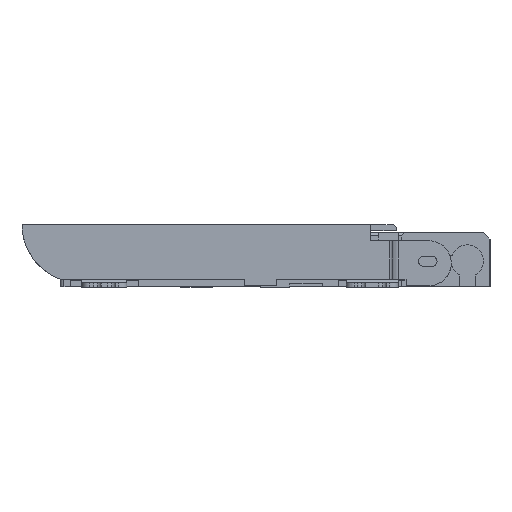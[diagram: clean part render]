
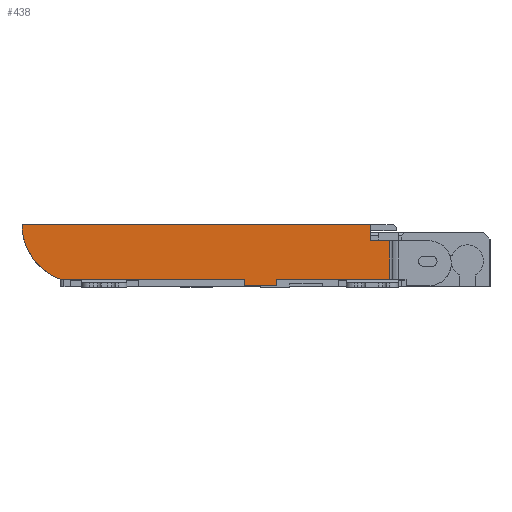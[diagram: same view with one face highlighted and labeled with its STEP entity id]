
A CAD part, left-side view. The second image highlights one B-rep face of the part: STEP entity #438.
In plain terms, the highlighted planar face has unit normal (-1, 0, 0).
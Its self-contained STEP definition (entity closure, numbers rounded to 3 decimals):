
#319 = VERTEX_POINT ( 'NONE', #9577 ) ;
#438 = ADVANCED_FACE ( 'NONE', ( #20650 ), #24394, .F. ) ;
#466 = ORIENTED_EDGE ( 'NONE', *, *, #5171, .F. ) ;
#710 = CARTESIAN_POINT ( 'NONE',  ( -6.8, 6.6, 0.03 ) ) ;
#1325 = VERTEX_POINT ( 'NONE', #6105 ) ;
#1567 = CARTESIAN_POINT ( 'NONE',  ( -6.8, 12.696, 1.93 ) ) ;
#1650 = DIRECTION ( 'NONE',  ( 0., 0., 1. ) ) ;
#1705 = CARTESIAN_POINT ( 'NONE',  ( -6.8, 7.6, 0.03 ) ) ;
#2054 = DIRECTION ( 'NONE',  ( 0., 1., 0. ) ) ;
#2331 = ORIENTED_EDGE ( 'NONE', *, *, #3357, .F. ) ;
#3357 = EDGE_CURVE ( 'NONE', #1325, #25597, #25201, .T. ) ;
#3714 = VECTOR ( 'NONE', #16961, 1000. ) ;
#4185 = CARTESIAN_POINT ( 'NONE',  ( -6.8, 0., 0. ) ) ;
#4260 = LINE ( 'NONE', #21867, #10908 ) ;
#4446 = VECTOR ( 'NONE', #17034, 1000. ) ;
#4706 = VERTEX_POINT ( 'NONE', #10101 ) ;
#4911 = VERTEX_POINT ( 'NONE', #14614 ) ;
#5171 = EDGE_CURVE ( 'NONE', #4911, #4706, #10451, .T. ) ;
#5266 = ORIENTED_EDGE ( 'NONE', *, *, #15555, .F. ) ;
#5330 = CIRCLE ( 'NONE', #26160, 1.804 ) ;
#5359 = DIRECTION ( 'NONE',  ( 1., 0., 0. ) ) ;
#5467 = ORIENTED_EDGE ( 'NONE', *, *, #9992, .F. ) ;
#5479 = EDGE_CURVE ( 'NONE', #20101, #19219, #6275, .T. ) ;
#5656 = VECTOR ( 'NONE', #16572, 1000. ) ;
#5829 = EDGE_LOOP ( 'NONE', ( #466, #13179, #26070, #2331, #7937, #24892, #18441, #8086, #5467, #5266 ) ) ;
#6105 = CARTESIAN_POINT ( 'NONE',  ( -6.8, 6.6, 0.23 ) ) ;
#6171 = VECTOR ( 'NONE', #18410, 1000. ) ;
#6275 = LINE ( 'NONE', #10884, #5656 ) ;
#6331 = CARTESIAN_POINT ( 'NONE',  ( -6.8, 6.6, 0.03 ) ) ;
#7937 = ORIENTED_EDGE ( 'NONE', *, *, #8454, .F. ) ;
#8086 = ORIENTED_EDGE ( 'NONE', *, *, #14043, .T. ) ;
#8454 = EDGE_CURVE ( 'NONE', #17037, #1325, #10672, .T. ) ;
#8710 = VERTEX_POINT ( 'NONE', #1705 ) ;
#8762 = CARTESIAN_POINT ( 'NONE',  ( -6.8, 3.1, 0.23 ) ) ;
#9035 = CARTESIAN_POINT ( 'NONE',  ( -6.8, 3.1, 0.23 ) ) ;
#9336 = LINE ( 'NONE', #20082, #17285 ) ;
#9577 = CARTESIAN_POINT ( 'NONE',  ( -6.8, 14.5, 1.93 ) ) ;
#9935 = DIRECTION ( 'NONE',  ( 1., 0., 0. ) ) ;
#9992 = EDGE_CURVE ( 'NONE', #319, #13819, #21119, .T. ) ;
#10101 = CARTESIAN_POINT ( 'NONE',  ( -6.8, 13.3, 0.23 ) ) ;
#10451 = LINE ( 'NONE', #12938, #4446 ) ;
#10453 = EDGE_CURVE ( 'NONE', #17037, #19219, #9336, .T. ) ;
#10518 = CARTESIAN_POINT ( 'NONE',  ( -6.8, 7.6, 0.23 ) ) ;
#10672 = LINE ( 'NONE', #9035, #3714 ) ;
#10855 = VECTOR ( 'NONE', #25234, 1000. ) ;
#10884 = CARTESIAN_POINT ( 'NONE',  ( -6.8, 3.7, 1.43 ) ) ;
#10908 = VECTOR ( 'NONE', #1650, 1000. ) ;
#10980 = VECTOR ( 'NONE', #20061, 1000. ) ;
#11485 = EDGE_CURVE ( 'NONE', #4911, #8710, #18787, .T. ) ;
#11492 = CARTESIAN_POINT ( 'NONE',  ( -6.8, 6.6, 0.23 ) ) ;
#12210 = LINE ( 'NONE', #6331, #6171 ) ;
#12442 = CARTESIAN_POINT ( 'NONE',  ( -6.8, 3.1, 1.43 ) ) ;
#12938 = CARTESIAN_POINT ( 'NONE',  ( -6.8, 7.6, 0.23 ) ) ;
#13179 = ORIENTED_EDGE ( 'NONE', *, *, #11485, .T. ) ;
#13355 = DIRECTION ( 'NONE',  ( 0., 0.335, -0.942 ) ) ;
#13690 = EDGE_CURVE ( 'NONE', #25597, #8710, #12210, .T. ) ;
#13819 = VERTEX_POINT ( 'NONE', #16823 ) ;
#14043 = EDGE_CURVE ( 'NONE', #20101, #13819, #4260, .T. ) ;
#14614 = CARTESIAN_POINT ( 'NONE',  ( -6.8, 7.6, 0.23 ) ) ;
#15555 = EDGE_CURVE ( 'NONE', #4706, #319, #5330, .T. ) ;
#16572 = DIRECTION ( 'NONE',  ( 0., -1., 0. ) ) ;
#16823 = CARTESIAN_POINT ( 'NONE',  ( -6.8, 3.7, 1.93 ) ) ;
#16961 = DIRECTION ( 'NONE',  ( 0., 1., 0. ) ) ;
#17034 = DIRECTION ( 'NONE',  ( 0., 1., 0. ) ) ;
#17037 = VERTEX_POINT ( 'NONE', #8762 ) ;
#17285 = VECTOR ( 'NONE', #20419, 1000. ) ;
#17920 = VECTOR ( 'NONE', #19468, 1000. ) ;
#18410 = DIRECTION ( 'NONE',  ( 0., 1., 0. ) ) ;
#18441 = ORIENTED_EDGE ( 'NONE', *, *, #5479, .F. ) ;
#18787 = LINE ( 'NONE', #10518, #10855 ) ;
#19219 = VERTEX_POINT ( 'NONE', #12442 ) ;
#19468 = DIRECTION ( 'NONE',  ( 0., 0., -1. ) ) ;
#19631 = AXIS2_PLACEMENT_3D ( 'NONE', #4185, #9935, #2054 ) ;
#20061 = DIRECTION ( 'NONE',  ( 0., -1., 0. ) ) ;
#20082 = CARTESIAN_POINT ( 'NONE',  ( -6.8, 3.1, 0.23 ) ) ;
#20101 = VERTEX_POINT ( 'NONE', #20196 ) ;
#20196 = CARTESIAN_POINT ( 'NONE',  ( -6.8, 3.7, 1.43 ) ) ;
#20419 = DIRECTION ( 'NONE',  ( 0., 0., 1. ) ) ;
#20650 = FACE_OUTER_BOUND ( 'NONE', #5829, .T. ) ;
#21119 = LINE ( 'NONE', #24497, #10980 ) ;
#21867 = CARTESIAN_POINT ( 'NONE',  ( -6.8, 3.7, 1.43 ) ) ;
#24394 = PLANE ( 'NONE',  #19631 ) ;
#24497 = CARTESIAN_POINT ( 'NONE',  ( -6.8, 14.5, 1.93 ) ) ;
#24892 = ORIENTED_EDGE ( 'NONE', *, *, #10453, .T. ) ;
#25201 = LINE ( 'NONE', #11492, #17920 ) ;
#25234 = DIRECTION ( 'NONE',  ( 0., 0., -1. ) ) ;
#25597 = VERTEX_POINT ( 'NONE', #710 ) ;
#26070 = ORIENTED_EDGE ( 'NONE', *, *, #13690, .F. ) ;
#26160 = AXIS2_PLACEMENT_3D ( 'NONE', #1567, #5359, #13355 ) ;
